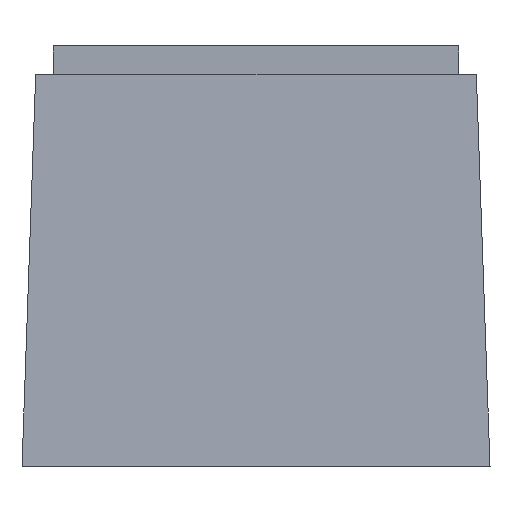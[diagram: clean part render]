
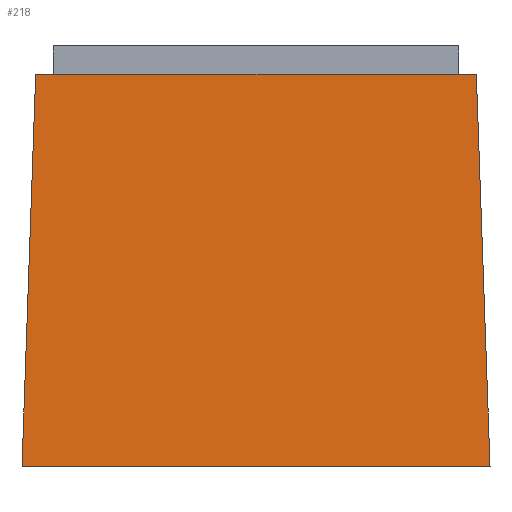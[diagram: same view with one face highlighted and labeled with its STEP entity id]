
A CAD part, left-side view. The second image highlights one B-rep face of the part: STEP entity #218.
In plain terms, the highlighted planar face has unit normal (-0.999, 0, 0.035).
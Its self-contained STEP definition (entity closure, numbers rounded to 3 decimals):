
#117=FACE_OUTER_BOUND('',#438,.T.);
#218=ADVANCED_FACE('',(#117),#264,.T.);
#264=PLANE('',#910);
#296=LINE('',#1295,#346);
#312=LINE('',#1326,#362);
#314=LINE('',#1330,#364);
#315=LINE('',#1331,#365);
#346=VECTOR('',#967,1.);
#362=VECTOR('',#991,1.);
#364=VECTOR('',#995,1.);
#365=VECTOR('',#996,1.);
#438=EDGE_LOOP('',(#542,#543,#544,#545));
#542=ORIENTED_EDGE('',*,*,#832,.F.);
#543=ORIENTED_EDGE('',*,*,#814,.T.);
#544=ORIENTED_EDGE('',*,*,#833,.F.);
#545=ORIENTED_EDGE('',*,*,#830,.F.);
#738=VERTEX_POINT('',#1296);
#739=VERTEX_POINT('',#1297);
#748=VERTEX_POINT('',#1325);
#749=VERTEX_POINT('',#1327);
#814=EDGE_CURVE('',#738,#739,#296,.T.);
#830=EDGE_CURVE('',#748,#749,#312,.T.);
#832=EDGE_CURVE('',#738,#748,#314,.T.);
#833=EDGE_CURVE('',#749,#739,#315,.T.);
#910=AXIS2_PLACEMENT_3D('',#1332,#997,#998);
#967=DIRECTION('',(0.,-1.,0.));
#991=DIRECTION('',(0.,-1.,0.));
#995=DIRECTION('',(0.035,-0.035,0.999));
#996=DIRECTION('',(-0.035,-0.035,-0.999));
#997=DIRECTION('',(-0.999,0.,0.035));
#998=DIRECTION('',(-0.035,0.,-0.999));
#1295=CARTESIAN_POINT('',(-9.857,11.,-0.2));
#1296=CARTESIAN_POINT('',(-9.857,9.857,-0.2));
#1297=CARTESIAN_POINT('',(-9.857,-9.857,-0.2));
#1325=CARTESIAN_POINT('',(-9.281,9.281,16.3));
#1326=CARTESIAN_POINT('',(-9.281,11.,16.3));
#1327=CARTESIAN_POINT('',(-9.281,-9.281,16.3));
#1330=CARTESIAN_POINT('',(-9.595,9.595,7.308));
#1331=CARTESIAN_POINT('',(-9.568,-9.568,8.075));
#1332=CARTESIAN_POINT('',(-9.593,11.,7.357));
